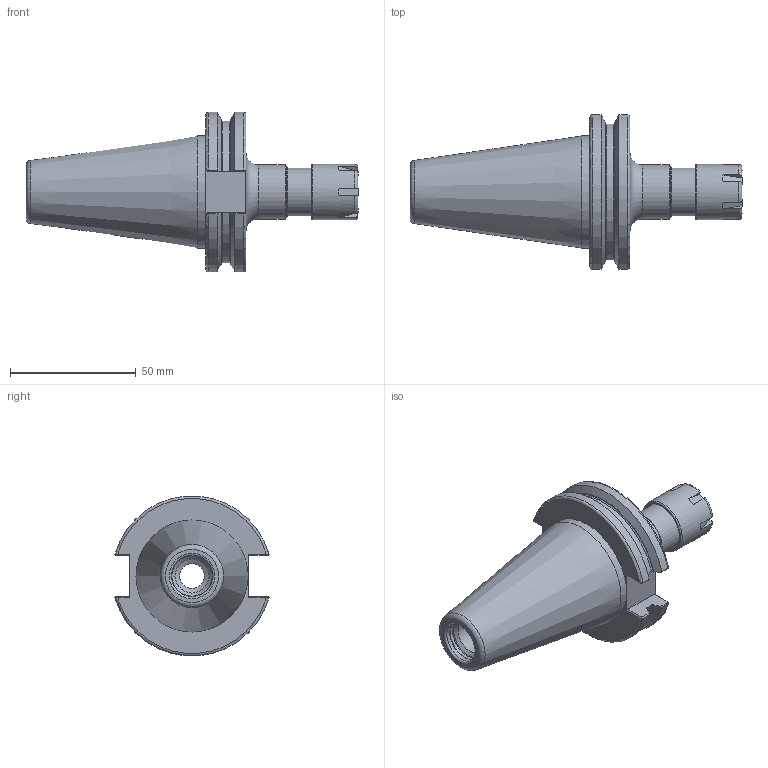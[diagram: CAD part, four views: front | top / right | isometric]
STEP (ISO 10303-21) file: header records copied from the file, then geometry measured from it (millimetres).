
FILE_DESCRIPTION(/* description */ (''),/* implementation_level */ '2;1');
FILE_NAME(/* name */ 'CAT40-ER16M-0250.stp',/* time_stamp */ '2019-05-29T16:46:05-05:00',/* author */ ('ldfli'),/* organization */ ('Pioneer N.A.'),/* preprocessor_version */ 'ST-DEVELOPER v18',/* originating_system */ 'Autodesk Inventor LT',/* authorisation */ '');
FILE_SCHEMA (('AUTOMOTIVE_DESIGN { 1 0 10303 214 3 1 1 }'));
Length unit declared in the file: millimetre
Products named in the file (1): CAT40-ER16M-0250
Bounding box: 131.75 x 61.14 x 63.31 mm (x, y, z)
Volume: 113750.3 mm3; surface area: 25607.2 mm2
Topology: 2 solids, 2 shells, 132 faces, 373 edges, 253 vertices
Faces by surface type: plane 56, torus 22, cylinder 21, cone 17, bspline 16
Full cylindrical faces by diameter (mm): 9.728 x1, 10 x1, 11.21 x1, 12.55 x1, 13.494 x1, 16.3 x2, 16.8 x1, 18 x1, 18.5 x1, 19 x1, 19.4 x1, 21.5 x1, 22 x1, 44.45 x1
Entity records: 5174 total; most frequent: CARTESIAN_POINT 1738, ORIENTED_EDGE 744, DIRECTION 688, EDGE_CURVE 372, AXIS2_PLACEMENT_3D 267, VERTEX_POINT 253, LINE 154, VECTOR 154
